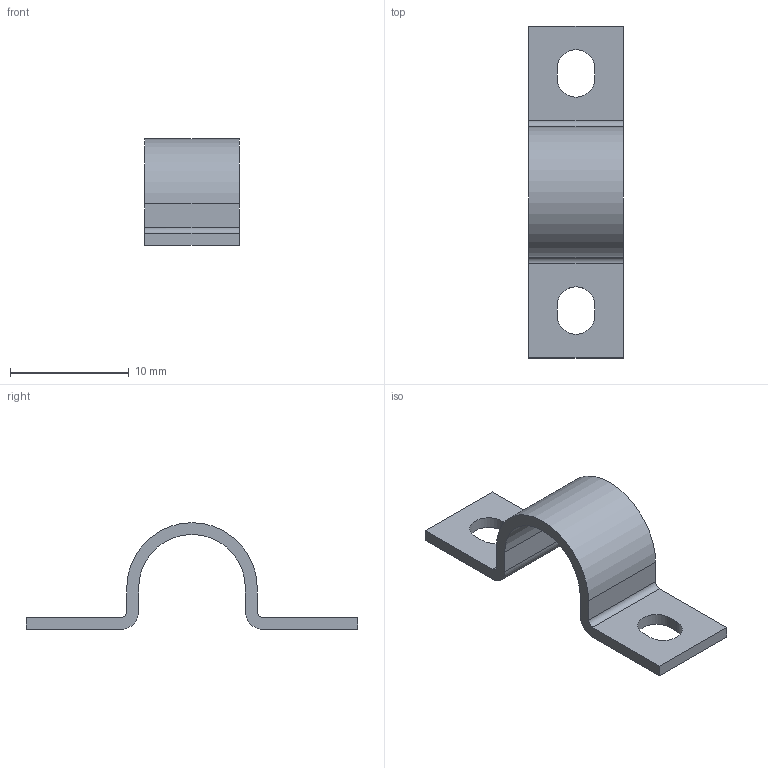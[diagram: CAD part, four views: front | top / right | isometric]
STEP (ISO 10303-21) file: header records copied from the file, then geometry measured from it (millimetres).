
FILE_DESCRIPTION(('CATIA V5 STEP Exchange','CAx-IF Rec.Pracs.--- Model Styling and Organization---1.4--- 2014-01-23'),'2;1');
FILE_NAME ('003533-5_2_1018180000_1018180000.stp','2019-07-30T10:40:35+00:00',('none'),('Weidmueller'),'CATIA Version 5-6 Release 2016 SP3 HF44','CATIA V5 STEP AP214','none');
FILE_SCHEMA(('AUTOMOTIVE_DESIGN { 1 0 10303 214 1 1 1 1 }'));
Length unit declared in the file: millimetre
Products named in the file (1): 1018180000
Bounding box: 8 x 28 x 9 mm (x, y, z)
Volume: 289.6 mm3; surface area: 696.2 mm2
Topology: 1 solids, 1 shells, 26 faces, 76 edges, 52 vertices
Faces by surface type: plane 16, cylinder 10
Entity records: 871 total; most frequent: CARTESIAN_POINT 162, ORIENTED_EDGE 152, DIRECTION 119, EDGE_CURVE 76, VECTOR 52, LINE 52, VERTEX_POINT 52, AXIS2_PLACEMENT_3D 46
